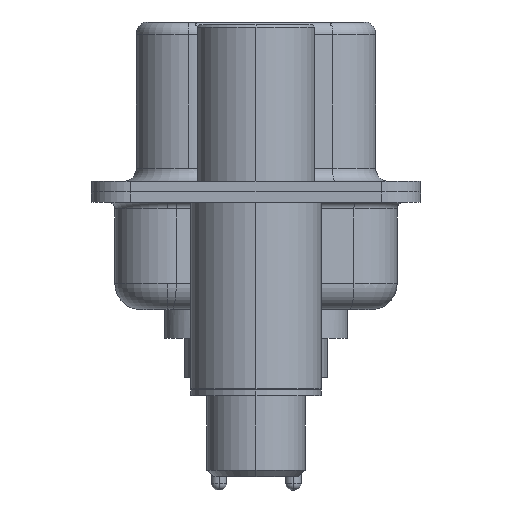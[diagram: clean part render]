
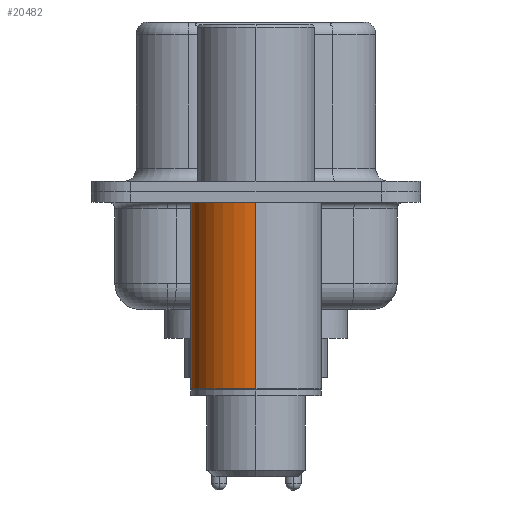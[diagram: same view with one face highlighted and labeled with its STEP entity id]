
A CAD part, left-side view. The second image highlights one B-rep face of the part: STEP entity #20482.
In plain terms, the highlighted cylindrical face has radius 2.5 mm (diameter 5 mm), a partial arc.
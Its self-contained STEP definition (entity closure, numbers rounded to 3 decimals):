
#710 = EDGE_LOOP ( 'NONE', ( #2045, #12913, #18282, #17385 ) ) ;
#1483 = CYLINDRICAL_SURFACE ( 'NONE', #20724, 2.5 ) ;
#1989 = DIRECTION ( 'NONE',  ( 0., 0., 1. ) ) ;
#2045 = ORIENTED_EDGE ( 'NONE', *, *, #5360, .T. ) ;
#3400 = VERTEX_POINT ( 'NONE', #17327 ) ;
#3417 = CARTESIAN_POINT ( 'NONE',  ( -2.5, 0., 0.581 ) ) ;
#3518 = DIRECTION ( 'NONE',  ( 0., 0., 1. ) ) ;
#4355 = CARTESIAN_POINT ( 'NONE',  ( -2.5, 0., -7.525 ) ) ;
#4744 = CARTESIAN_POINT ( 'NONE',  ( 2.5, 0., 0.581 ) ) ;
#5159 = VECTOR ( 'NONE', #11312, 1000. ) ;
#5360 = EDGE_CURVE ( 'NONE', #18086, #18330, #11026, .T. ) ;
#6831 = LINE ( 'NONE', #3417, #19279 ) ;
#9351 = CARTESIAN_POINT ( 'NONE',  ( 0., 0., -0.4 ) ) ;
#10031 = CARTESIAN_POINT ( 'NONE',  ( 0., 0., 0.581 ) ) ;
#10869 = AXIS2_PLACEMENT_3D ( 'NONE', #12658, #14448, #14499 ) ;
#10897 = EDGE_CURVE ( 'NONE', #18330, #3400, #6831, .T. ) ;
#11012 = DIRECTION ( 'NONE',  ( 1., 0., 0. ) ) ;
#11026 = CIRCLE ( 'NONE', #10869, 2.5 ) ;
#11312 = DIRECTION ( 'NONE',  ( 0., 0., 1. ) ) ;
#12658 = CARTESIAN_POINT ( 'NONE',  ( 0., 0., -7.525 ) ) ;
#12913 = ORIENTED_EDGE ( 'NONE', *, *, #10897, .T. ) ;
#13562 = CARTESIAN_POINT ( 'NONE',  ( 2.5, 0., -7.525 ) ) ;
#13696 = AXIS2_PLACEMENT_3D ( 'NONE', #9351, #20771, #11012 ) ;
#14022 = VERTEX_POINT ( 'NONE', #18844 ) ;
#14448 = DIRECTION ( 'NONE',  ( 0., 0., 1. ) ) ;
#14499 = DIRECTION ( 'NONE',  ( 1., 0., 0. ) ) ;
#15091 = CIRCLE ( 'NONE', #13696, 2.5 ) ;
#15968 = EDGE_CURVE ( 'NONE', #14022, #3400, #15091, .T. ) ;
#17311 = EDGE_CURVE ( 'NONE', #18086, #14022, #18083, .T. ) ;
#17327 = CARTESIAN_POINT ( 'NONE',  ( -2.5, 0., -0.4 ) ) ;
#17385 = ORIENTED_EDGE ( 'NONE', *, *, #17311, .F. ) ;
#18080 = DIRECTION ( 'NONE',  ( 1., 0., 0. ) ) ;
#18083 = LINE ( 'NONE', #4744, #5159 ) ;
#18086 = VERTEX_POINT ( 'NONE', #13562 ) ;
#18282 = ORIENTED_EDGE ( 'NONE', *, *, #15968, .F. ) ;
#18330 = VERTEX_POINT ( 'NONE', #4355 ) ;
#18765 = FACE_OUTER_BOUND ( 'NONE', #710, .T. ) ;
#18844 = CARTESIAN_POINT ( 'NONE',  ( 2.5, 0., -0.4 ) ) ;
#19279 = VECTOR ( 'NONE', #3518, 1000. ) ;
#20482 = ADVANCED_FACE ( 'NONE', ( #18765 ), #1483, .T. ) ;
#20724 = AXIS2_PLACEMENT_3D ( 'NONE', #10031, #1989, #18080 ) ;
#20771 = DIRECTION ( 'NONE',  ( 0., 0., 1. ) ) ;
